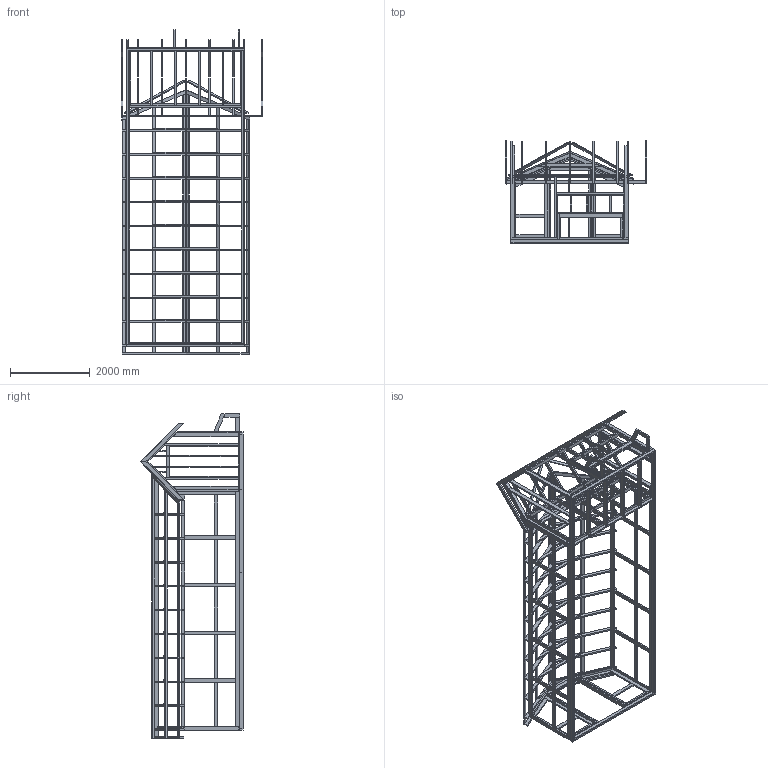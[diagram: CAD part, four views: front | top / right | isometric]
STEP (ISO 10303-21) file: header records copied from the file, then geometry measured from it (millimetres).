
FILE_DESCRIPTION((('zoo.dev export')), '2;1');
FILE_NAME('dump.step', '2025-01-28T21:42:10.507518354+00:00', ('Author unknown'), ('Organization unknown'), 'zoo.dev beta', 'zoo.dev', 'Authorization unknown');
FILE_SCHEMA(('AP203_CONFIGURATION_CONTROLLED_3D_DESIGN_OF_MECHANICAL_PARTS_AND_ASSEMBLIES_MIM_LF'));
Length unit declared in the file: metre
Products named in the file (207): UNIDENTIFIED_PRODUCT
Bounding box: 3545 x 2566.78 x 8152.28 mm (x, y, z)
Volume: 1065803512.6 mm3; surface area: 86529661.9 mm2
Topology: 207 solids, 207 shells, 1242 faces, 2484 edges, 1656 vertices
Faces by surface type: plane 1242
Entity records: 31053 total; most frequent: CARTESIAN_POINT 5382, ORIENTED_EDGE 4968, DIRECTION 3726, VECTOR 2484, LINE 2484, EDGE_CURVE 2484, VERTEX_POINT 1656, AXIS2_PLACEMENT_3D 1242
